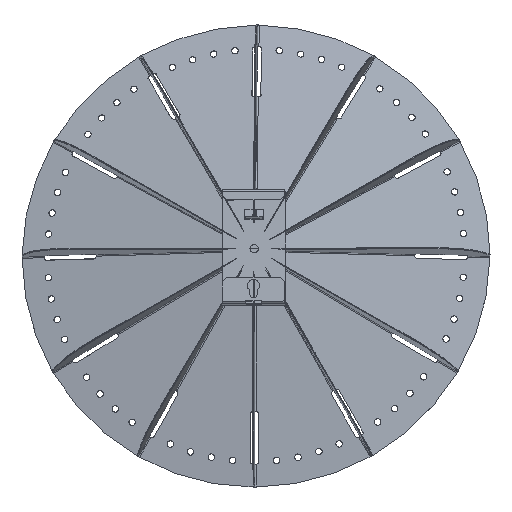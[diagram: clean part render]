
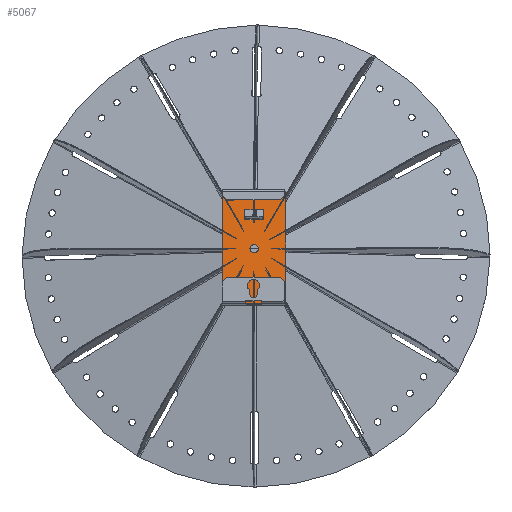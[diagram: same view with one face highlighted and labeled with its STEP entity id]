
A CAD part, top view. The second image highlights one B-rep face of the part: STEP entity #5067.
In plain terms, the highlighted face is planar.
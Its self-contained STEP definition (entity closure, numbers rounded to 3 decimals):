
#47 = VECTOR ( 'NONE', #5851, 1000. ) ;
#58 = EDGE_CURVE ( 'NONE', #3302, #5772, #1725, .T. ) ;
#112 = EDGE_CURVE ( 'NONE', #1670, #2153, #4941, .T. ) ;
#119 = VERTEX_POINT ( 'NONE', #6551 ) ;
#120 = LINE ( 'NONE', #5340, #4036 ) ;
#138 = ORIENTED_EDGE ( 'NONE', *, *, #1993, .F. ) ;
#209 = DIRECTION ( 'NONE',  ( 0., 1., 0. ) ) ;
#292 = EDGE_LOOP ( 'NONE', ( #2617, #1562, #6374, #3622 ) ) ;
#336 = LINE ( 'NONE', #1855, #367 ) ;
#364 = EDGE_CURVE ( 'NONE', #5570, #4405, #3149, .T. ) ;
#367 = VECTOR ( 'NONE', #6616, 1000. ) ;
#372 = VECTOR ( 'NONE', #378, 1000. ) ;
#378 = DIRECTION ( 'NONE',  ( 0., -1., 0. ) ) ;
#394 = EDGE_CURVE ( 'NONE', #1527, #3302, #5826, .T. ) ;
#509 = CARTESIAN_POINT ( 'NONE',  ( -17., 39., 0. ) ) ;
#544 = CARTESIAN_POINT ( 'NONE',  ( -1.8, 60., 0. ) ) ;
#677 = FACE_BOUND ( 'NONE', #4987, .T. ) ;
#813 = CARTESIAN_POINT ( 'NONE',  ( -55., 30., 0. ) ) ;
#832 = LINE ( 'NONE', #4006, #1041 ) ;
#867 = CARTESIAN_POINT ( 'NONE',  ( -108.2, 0., 0. ) ) ;
#897 = LINE ( 'NONE', #3013, #3486 ) ;
#963 = ORIENTED_EDGE ( 'NONE', *, *, #5418, .F. ) ;
#988 = ORIENTED_EDGE ( 'NONE', *, *, #4853, .F. ) ;
#1006 = VERTEX_POINT ( 'NONE', #4506 ) ;
#1041 = VECTOR ( 'NONE', #2393, 1000. ) ;
#1109 = EDGE_CURVE ( 'NONE', #5570, #1841, #1867, .T. ) ;
#1127 = ORIENTED_EDGE ( 'NONE', *, *, #4625, .F. ) ;
#1156 = DIRECTION ( 'NONE',  ( 0., 0., 1. ) ) ;
#1158 = VECTOR ( 'NONE', #4435, 1000. ) ;
#1172 = FACE_OUTER_BOUND ( 'NONE', #292, .T. ) ;
#1211 = CARTESIAN_POINT ( 'NONE',  ( -27., 39., 0. ) ) ;
#1234 = DIRECTION ( 'NONE',  ( 0., 0., 1. ) ) ;
#1334 = DIRECTION ( 'NONE',  ( 0., 0., 1. ) ) ;
#1356 = LINE ( 'NONE', #1903, #1158 ) ;
#1379 = VECTOR ( 'NONE', #3693, 1000. ) ;
#1389 = EDGE_CURVE ( 'NONE', #6486, #1006, #1484, .T. ) ;
#1484 = CIRCLE ( 'NONE', #5221, 4. ) ;
#1527 = VERTEX_POINT ( 'NONE', #2402 ) ;
#1562 = ORIENTED_EDGE ( 'NONE', *, *, #364, .F. ) ;
#1581 = AXIS2_PLACEMENT_3D ( 'NONE', #813, #1334, #5510 ) ;
#1587 = VECTOR ( 'NONE', #2213, 1000. ) ;
#1670 = VERTEX_POINT ( 'NONE', #2078 ) ;
#1725 = LINE ( 'NONE', #1211, #4126 ) ;
#1815 = DIRECTION ( 'NONE',  ( 0.707, -0.707, 0. ) ) ;
#1840 = DIRECTION ( 'NONE',  ( -1., 0., 0. ) ) ;
#1841 = VERTEX_POINT ( 'NONE', #5807 ) ;
#1855 = CARTESIAN_POINT ( 'NONE',  ( -27., 21., 0. ) ) ;
#1867 = LINE ( 'NONE', #4428, #3244 ) ;
#1903 = CARTESIAN_POINT ( 'NONE',  ( -26.702, 35., 0. ) ) ;
#1969 = CARTESIAN_POINT ( 'NONE',  ( -27., 35., 0. ) ) ;
#1978 = LINE ( 'NONE', #3608, #2816 ) ;
#1993 = EDGE_CURVE ( 'NONE', #4278, #2656, #336, .T. ) ;
#2049 = ORIENTED_EDGE ( 'NONE', *, *, #4499, .F. ) ;
#2078 = CARTESIAN_POINT ( 'NONE',  ( -26.702, 22., 0. ) ) ;
#2153 = VERTEX_POINT ( 'NONE', #6307 ) ;
#2158 = CARTESIAN_POINT ( 'NONE',  ( -55., 30., 0. ) ) ;
#2213 = DIRECTION ( 'NONE',  ( 1., 0., 0. ) ) ;
#2237 = CARTESIAN_POINT ( 'NONE',  ( -27., 21., 0. ) ) ;
#2246 = CARTESIAN_POINT ( 'NONE',  ( -27., 25., 0. ) ) ;
#2297 = LINE ( 'NONE', #6496, #47 ) ;
#2316 = CARTESIAN_POINT ( 'NONE',  ( -27., 39., 0. ) ) ;
#2343 = EDGE_CURVE ( 'NONE', #1006, #6486, #5112, .T. ) ;
#2362 = ORIENTED_EDGE ( 'NONE', *, *, #2343, .F. ) ;
#2393 = DIRECTION ( 'NONE',  ( 0., 1., 0. ) ) ;
#2402 = CARTESIAN_POINT ( 'NONE',  ( -17., 39., 0. ) ) ;
#2436 = DIRECTION ( 'NONE',  ( -1., 0., 0. ) ) ;
#2445 = CARTESIAN_POINT ( 'NONE',  ( -27., 22., 0. ) ) ;
#2617 = ORIENTED_EDGE ( 'NONE', *, *, #2918, .T. ) ;
#2643 = VERTEX_POINT ( 'NONE', #4882 ) ;
#2652 = LINE ( 'NONE', #2246, #1587 ) ;
#2656 = VERTEX_POINT ( 'NONE', #4309 ) ;
#2796 = PLANE ( 'NONE',  #2828 ) ;
#2816 = VECTOR ( 'NONE', #6186, 1000. ) ;
#2828 = AXIS2_PLACEMENT_3D ( 'NONE', #5958, #1234, #1815 ) ;
#2867 = VERTEX_POINT ( 'NONE', #4610 ) ;
#2882 = CARTESIAN_POINT ( 'NONE',  ( -51., 30., 0. ) ) ;
#2918 = EDGE_CURVE ( 'NONE', #4727, #4405, #1978, .T. ) ;
#2920 = VECTOR ( 'NONE', #209, 1000. ) ;
#3013 = CARTESIAN_POINT ( 'NONE',  ( -26.702, 35., 0. ) ) ;
#3022 = CARTESIAN_POINT ( 'NONE',  ( -27., 25., 0. ) ) ;
#3094 = EDGE_CURVE ( 'NONE', #6122, #2153, #2652, .T. ) ;
#3133 = EDGE_CURVE ( 'NONE', #4727, #1841, #832, .T. ) ;
#3149 = LINE ( 'NONE', #544, #6432 ) ;
#3244 = VECTOR ( 'NONE', #2436, 1000. ) ;
#3296 = DIRECTION ( 'NONE',  ( 0., -1., 0. ) ) ;
#3302 = VERTEX_POINT ( 'NONE', #2316 ) ;
#3307 = DIRECTION ( 'NONE',  ( 1., 0., 0. ) ) ;
#3327 = EDGE_CURVE ( 'NONE', #2643, #6122, #6209, .T. ) ;
#3486 = VECTOR ( 'NONE', #5107, 1000. ) ;
#3521 = LINE ( 'NONE', #2445, #4250 ) ;
#3608 = CARTESIAN_POINT ( 'NONE',  ( -108.2, 0., 0. ) ) ;
#3622 = ORIENTED_EDGE ( 'NONE', *, *, #3133, .F. ) ;
#3632 = EDGE_CURVE ( 'NONE', #2656, #1527, #2297, .T. ) ;
#3655 = EDGE_CURVE ( 'NONE', #119, #4725, #1356, .T. ) ;
#3693 = DIRECTION ( 'NONE',  ( 1., 0., 0. ) ) ;
#3977 = ORIENTED_EDGE ( 'NONE', *, *, #58, .F. ) ;
#4006 = CARTESIAN_POINT ( 'NONE',  ( -108.2, 0., 0. ) ) ;
#4036 = VECTOR ( 'NONE', #5475, 1000. ) ;
#4126 = VECTOR ( 'NONE', #3296, 1000. ) ;
#4137 = ORIENTED_EDGE ( 'NONE', *, *, #1389, .F. ) ;
#4169 = CARTESIAN_POINT ( 'NONE',  ( -27., 38., 0. ) ) ;
#4250 = VECTOR ( 'NONE', #6642, 1000. ) ;
#4278 = VERTEX_POINT ( 'NONE', #2237 ) ;
#4289 = CARTESIAN_POINT ( 'NONE',  ( -27., 38., 0. ) ) ;
#4300 = ORIENTED_EDGE ( 'NONE', *, *, #3632, .F. ) ;
#4309 = CARTESIAN_POINT ( 'NONE',  ( -17., 21., 0. ) ) ;
#4393 = CARTESIAN_POINT ( 'NONE',  ( -26.702, 22., 0. ) ) ;
#4405 = VERTEX_POINT ( 'NONE', #6723 ) ;
#4408 = CARTESIAN_POINT ( 'NONE',  ( -1.8, 60., 0. ) ) ;
#4428 = CARTESIAN_POINT ( 'NONE',  ( -1.8, 60., 0. ) ) ;
#4435 = DIRECTION ( 'NONE',  ( 0., 1., 0. ) ) ;
#4499 = EDGE_CURVE ( 'NONE', #119, #2643, #897, .T. ) ;
#4506 = CARTESIAN_POINT ( 'NONE',  ( -59., 30., 0. ) ) ;
#4547 = ORIENTED_EDGE ( 'NONE', *, *, #112, .T. ) ;
#4610 = CARTESIAN_POINT ( 'NONE',  ( -27., 22., 0. ) ) ;
#4625 = EDGE_CURVE ( 'NONE', #2867, #4278, #3521, .T. ) ;
#4713 = EDGE_LOOP ( 'NONE', ( #963, #4547, #5113, #5558, #2049, #5064, #988, #3977, #6255, #4300, #138, #1127 ) ) ;
#4725 = VERTEX_POINT ( 'NONE', #5145 ) ;
#4727 = VERTEX_POINT ( 'NONE', #867 ) ;
#4853 = EDGE_CURVE ( 'NONE', #5772, #4725, #5348, .T. ) ;
#4882 = CARTESIAN_POINT ( 'NONE',  ( -27., 35., 0. ) ) ;
#4941 = LINE ( 'NONE', #4393, #2920 ) ;
#4987 = EDGE_LOOP ( 'NONE', ( #2362, #4137 ) ) ;
#5064 = ORIENTED_EDGE ( 'NONE', *, *, #3655, .T. ) ;
#5067 = ADVANCED_FACE ( 'NONE', ( #5413, #677, #1172 ), #2796, .T. ) ;
#5107 = DIRECTION ( 'NONE',  ( -1., 0., 0. ) ) ;
#5112 = CIRCLE ( 'NONE', #1581, 4. ) ;
#5113 = ORIENTED_EDGE ( 'NONE', *, *, #3094, .F. ) ;
#5145 = CARTESIAN_POINT ( 'NONE',  ( -26.702, 38., 0. ) ) ;
#5221 = AXIS2_PLACEMENT_3D ( 'NONE', #2158, #1156, #3307 ) ;
#5340 = CARTESIAN_POINT ( 'NONE',  ( -26.702, 22., 0. ) ) ;
#5348 = LINE ( 'NONE', #4289, #1379 ) ;
#5413 = FACE_BOUND ( 'NONE', #4713, .T. ) ;
#5418 = EDGE_CURVE ( 'NONE', #1670, #2867, #120, .T. ) ;
#5475 = DIRECTION ( 'NONE',  ( -1., 0., 0. ) ) ;
#5510 = DIRECTION ( 'NONE',  ( 1., 0., 0. ) ) ;
#5558 = ORIENTED_EDGE ( 'NONE', *, *, #3327, .F. ) ;
#5570 = VERTEX_POINT ( 'NONE', #4408 ) ;
#5772 = VERTEX_POINT ( 'NONE', #4169 ) ;
#5807 = CARTESIAN_POINT ( 'NONE',  ( -108.2, 60., 0. ) ) ;
#5826 = LINE ( 'NONE', #509, #6536 ) ;
#5851 = DIRECTION ( 'NONE',  ( 0., 1., 0. ) ) ;
#5958 = CARTESIAN_POINT ( 'NONE',  ( 0., 0., 0. ) ) ;
#6122 = VERTEX_POINT ( 'NONE', #3022 ) ;
#6186 = DIRECTION ( 'NONE',  ( 1., 0., 0. ) ) ;
#6209 = LINE ( 'NONE', #1969, #372 ) ;
#6255 = ORIENTED_EDGE ( 'NONE', *, *, #394, .F. ) ;
#6307 = CARTESIAN_POINT ( 'NONE',  ( -26.702, 25., 0. ) ) ;
#6340 = DIRECTION ( 'NONE',  ( 0., -1., 0. ) ) ;
#6374 = ORIENTED_EDGE ( 'NONE', *, *, #1109, .T. ) ;
#6432 = VECTOR ( 'NONE', #6340, 1000. ) ;
#6486 = VERTEX_POINT ( 'NONE', #2882 ) ;
#6496 = CARTESIAN_POINT ( 'NONE',  ( -17., 21., 0. ) ) ;
#6536 = VECTOR ( 'NONE', #1840, 1000. ) ;
#6551 = CARTESIAN_POINT ( 'NONE',  ( -26.702, 35., 0. ) ) ;
#6616 = DIRECTION ( 'NONE',  ( 1., 0., 0. ) ) ;
#6642 = DIRECTION ( 'NONE',  ( 0., -1., 0. ) ) ;
#6723 = CARTESIAN_POINT ( 'NONE',  ( -1.8, 0., 0. ) ) ;
